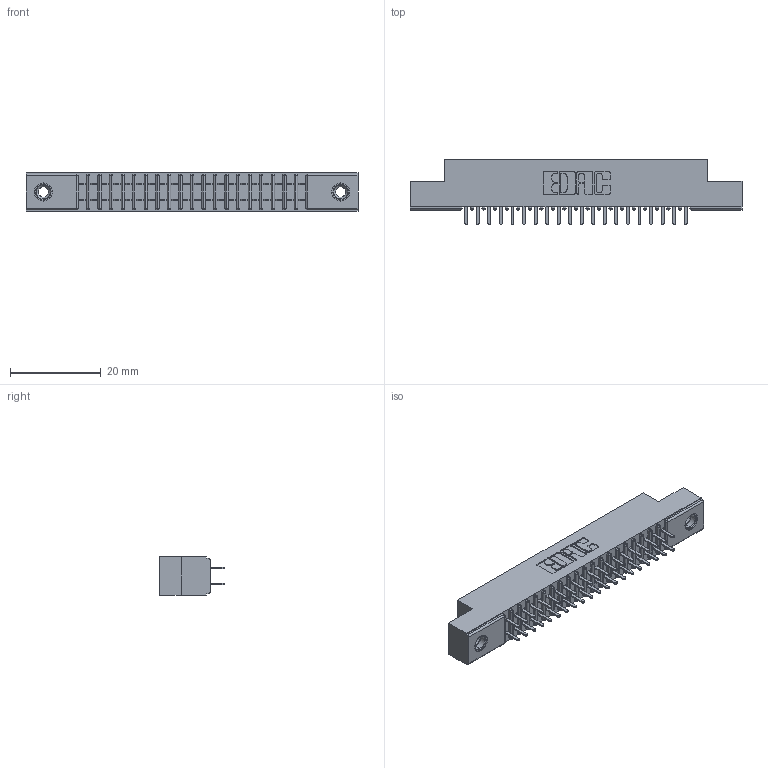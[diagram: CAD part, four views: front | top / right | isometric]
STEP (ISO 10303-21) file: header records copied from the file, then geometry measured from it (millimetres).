
FILE_DESCRIPTION (( 'STEP AP203' ), '1' );
FILE_NAME ('341-040-520-208.STEP', '2018-08-07T00:17:12', ( '' ), ( '' ), 'SwSTEP 2.0', 'SolidWorks 2016', '' );
FILE_SCHEMA (( 'CONFIG_CONTROL_DESIGN' ));
Length unit declared in the file: inch
Products named in the file (4): 341 Part_.156 (3.96) Dia Mounting Holes; 341-292-001_341-292-120; 345-250-001_345-250-003-102; 341-040-520-208
Assembly tree (43 placements, depth 2):
  341-040-520-208
    341 Part_.156 (3.96) Dia Mounting Holes
    341-292-001_341-292-120  x40
    345-250-001_345-250-003-102  x2
Bounding box: 73.03 x 14.27 x 8.38 mm (x, y, z)
Volume: 4157.9 mm3; surface area: 8519.4 mm2
Topology: 43 solids, 43 shells, 2816 faces, 8112 edges, 5250 vertices
Faces by surface type: plane 1700, cylinder 1020, sphere 42, torus 42, cone 12
Entity records: 28320 total; most frequent: CARTESIAN_POINT 4691, ORIENTED_EDGE 4652, DIRECTION 4578, EDGE_CURVE 2326, LINE 1852, VECTOR 1852, VERTEX_POINT 1476, AXIS2_PLACEMENT_3D 1363
